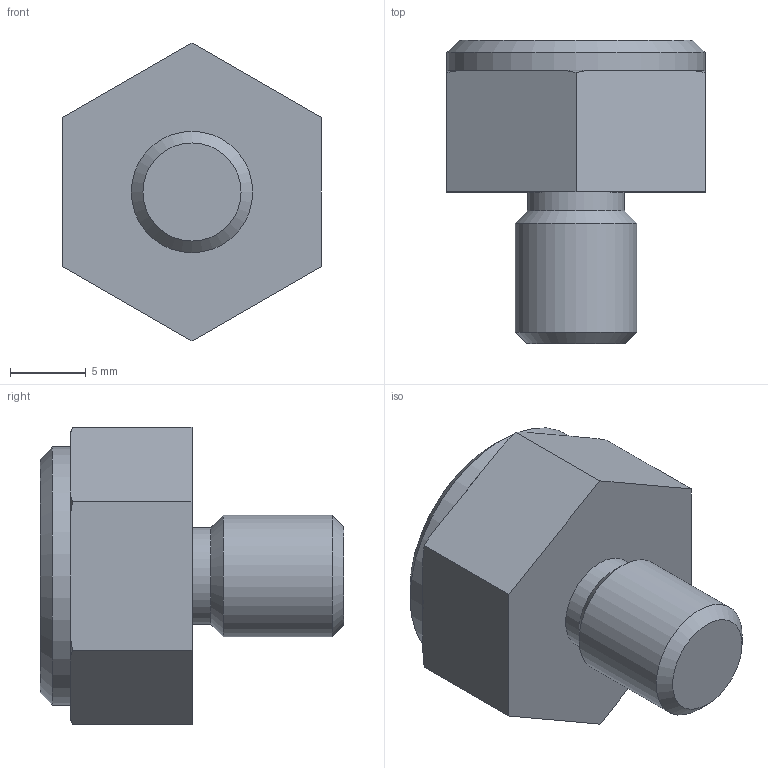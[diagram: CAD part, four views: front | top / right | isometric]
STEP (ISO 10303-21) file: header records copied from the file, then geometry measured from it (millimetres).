
FILE_DESCRIPTION( ( 'STEP AP214' ), '1' );
FILE_NAME( 'K0298.1101.stp', '2020-11-27T12:58:51', ( '' ), ( '' ), ' ', 'PARTsolutions', ' ' );
FILE_SCHEMA( ( 'AUTOMOTIVE_DESIGN { 1 0 10303 214 1 1 1 1 }' ) );
Length unit declared in the file: millimetre
Products named in the file (1): _K0298.1101
Bounding box: 17 x 20 x 19.63 mm (x, y, z)
Volume: 2905.2 mm3; surface area: 1308.6 mm2
Topology: 1 solids, 1 shells, 27 faces, 62 edges, 38 vertices
Faces by surface type: plane 15, torus 6, cone 3, cylinder 3
Full cylindrical faces by diameter (mm): 6.4 x1, 8 x1, 17 x1
Entity records: 968 total; most frequent: CARTESIAN_POINT 164, DIRECTION 118, ORIENTED_EDGE 110, EDGE_CURVE 55, AXIS2_PLACEMENT_3D 47, VERTEX_POINT 37, EDGE_LOOP 34, FACE_OUTER_BOUND 30
